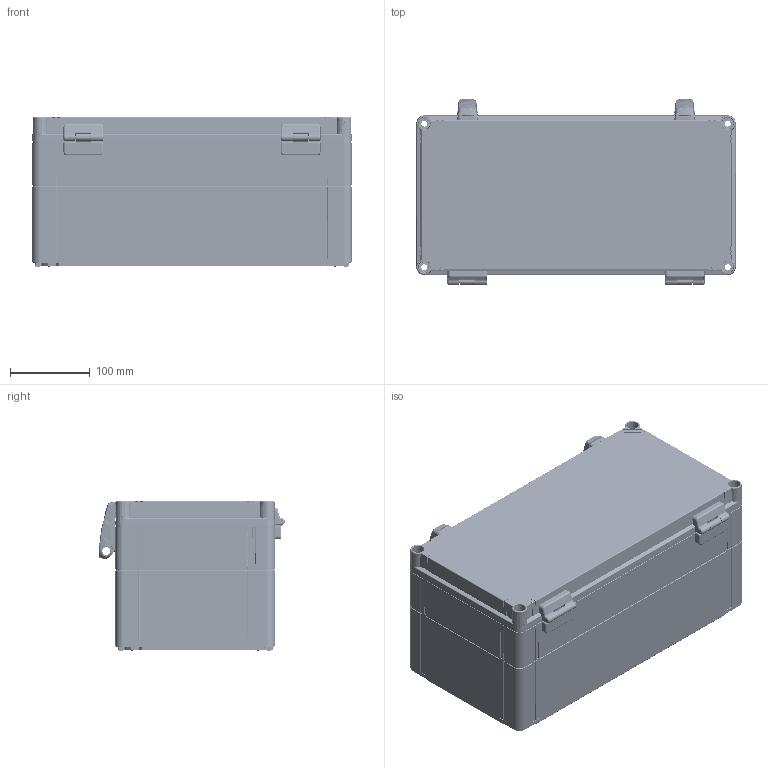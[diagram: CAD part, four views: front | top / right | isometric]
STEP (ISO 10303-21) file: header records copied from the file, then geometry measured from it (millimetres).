
FILE_DESCRIPTION((''),'2;1');
FILE_NAME('WPCP204018T_ASM','2009-01-05T',('pasi_koskela'),(''),'PRO/ENGINEER BY PARAMETRIC TECHNOLOGY CORPORATION, 2008250','PRO/ENGINEER BY PARAMETRIC TECHNOLOGY CORPORATION, 2008250','');
FILE_SCHEMA(('AUTOMOTIVE_DESIGN_CC2 { 1 2 10303 214 -1 1 5 2 }'));
Products named in the file (13): OPCP204010B_AF3; OPCT204003L_AF1; OPCP204006E_AF1; SARANA_KOTELO; SARANA_KANSI; CUBO_O_SARANATAPPI; CUBO_O_HINGE_ASM; PMR2426_KIINNITYSALUSTA; PMR2427_NIVEL; PMR2425_YL_KIINNITYS; PMR2428_ALAKIINNITYS; UUSISALPA_ASM; WPCP204018T_ASM
Assembly tree (14 placements, depth 3):
  WPCP204018T_ASM
    OPCP204010B_AF3
    OPCT204003L_AF1
    OPCP204006E_AF1
    CUBO_O_HINGE_ASM  x2
      SARANA_KOTELO
      SARANA_KANSI
      CUBO_O_SARANATAPPI
    UUSISALPA_ASM  x2
      PMR2426_KIINNITYSALUSTA
      PMR2427_NIVEL
      PMR2425_YL_KIINNITYS
      PMR2428_ALAKIINNITYS
Bounding box: 400 x 233.15 x 187 mm (x, y, z)
Volume: 1823383.5 mm3; surface area: 998276.7 mm2
Topology: 17 solids, 17 shells, 6704 faces, 16713 edges, 10199 vertices
Faces by surface type: plane 2281, bspline 1574, cylinder 1429, cone 852, torus 466, sphere 102
Entity records: 239346 total; most frequent: CARTESIAN_POINT 81244, ORIENTED_EDGE 26062, DIRECTION 23103, PRESENTATION_STYLE_ASSIGNMENT 13041, STYLED_ITEM 13041, CURVE_STYLE 13031, EDGE_CURVE 13031, AXIS2_PLACEMENT_3D 8317
